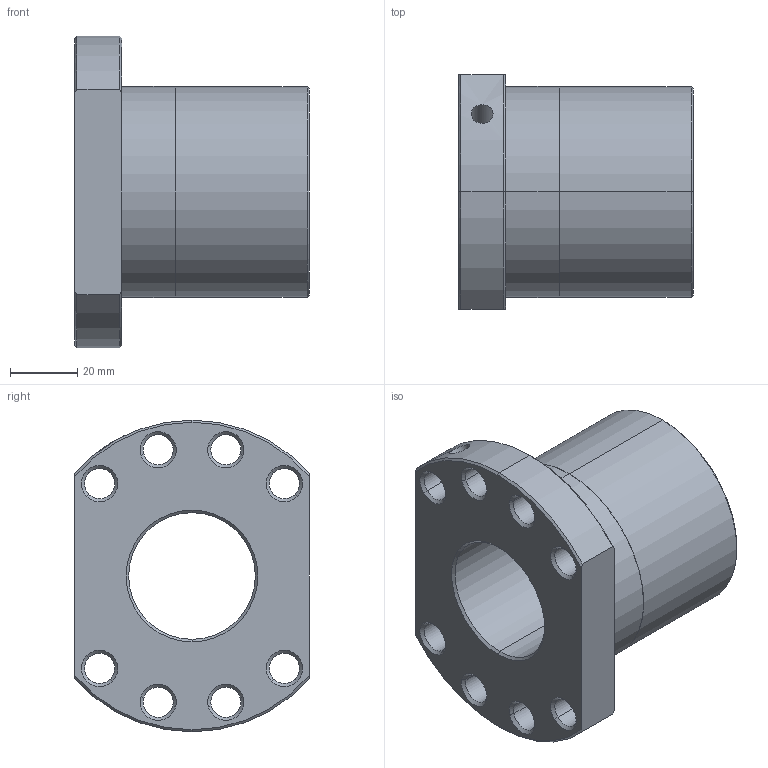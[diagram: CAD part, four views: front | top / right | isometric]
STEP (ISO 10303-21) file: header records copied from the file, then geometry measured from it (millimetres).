
FILE_DESCRIPTION(/* description */ ('Alibre Inc.'),/* implementation_level */ '2;1');
FILE_NAME(/* name */ 'export-B67B3634-0781-4E19-A8A9-2540CB1579AB',/* time_stamp */ '2025-01-17T16:57:15+01:00',/* author */ (''),/* organization */ (''),/* preprocessor_version */ 'ST-DEVELOPER v17',/* originating_system */ 'Alibre',/* authorisation */ '');
FILE_SCHEMA (('AUTOMOTIVE_DESIGN'));
Length unit declared in the file: millimetre
Products named in the file (1): R40-10K4-FSCDIN-150-150-0,052_FILE_3
Bounding box: 70 x 70 x 93 mm (x, y, z)
Volume: 168804.9 mm3; surface area: 34658.4 mm2
Topology: 1 solids, 1 shells, 82 faces, 191 edges, 112 vertices
Faces by surface type: cone 48, cylinder 28, plane 6
Entity records: 2415 total; most frequent: CARTESIAN_POINT 466, DIRECTION 436, ORIENTED_EDGE 378, EDGE_CURVE 189, AXIS2_PLACEMENT_3D 182, VERTEX_POINT 112, EDGE_LOOP 103, FACE_BOUND 103
